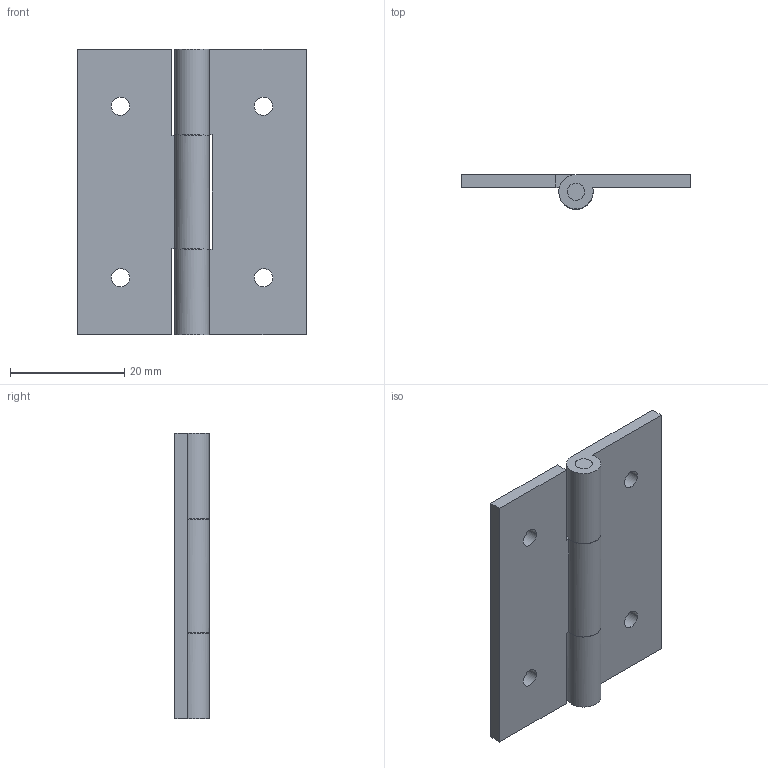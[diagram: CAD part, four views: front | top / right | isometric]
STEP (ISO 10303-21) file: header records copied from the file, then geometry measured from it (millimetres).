
FILE_DESCRIPTION((''),'2;1');
FILE_NAME('','2005-04-20T09:05:39',(''),(''),'','CADfix','');
FILE_SCHEMA(('AUTOMOTIVE_DESIGN'));
Length unit declared in the file: millimetre
Products named in the file (4): shaft; hinge piece_B; hinge piece_A; TH_129_5_3314_36
Assembly tree (3 placements, depth 2):
  TH_129_5_3314_36
    shaft
    hinge piece_B
    hinge piece_A
Bounding box: 40 x 6 x 50 mm (x, y, z)
Volume: 5103.2 mm3; surface area: 5851.3 mm2
Topology: 3 solids, 3 shells, 44 faces, 150 edges, 112 vertices
Faces by surface type: bspline 44
Entity records: 1898 total; most frequent: CARTESIAN_POINT 986, ORIENTED_EDGE 300, EDGE_CURVE 150, VERTEX_POINT 112, QUASI_UNIFORM_CURVE 64, EDGE_LOOP 58, FACE_OUTER_BOUND 44, ADVANCED_FACE 44
